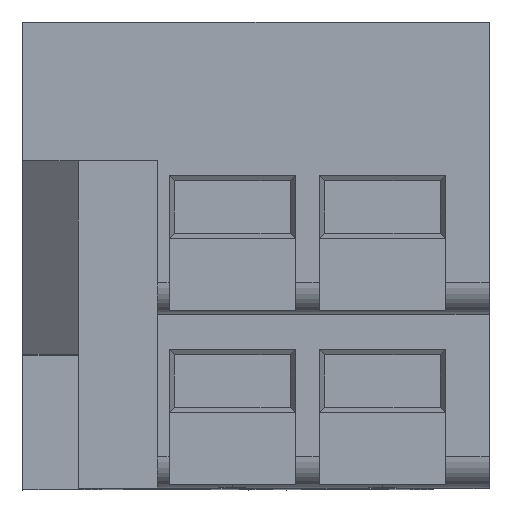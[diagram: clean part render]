
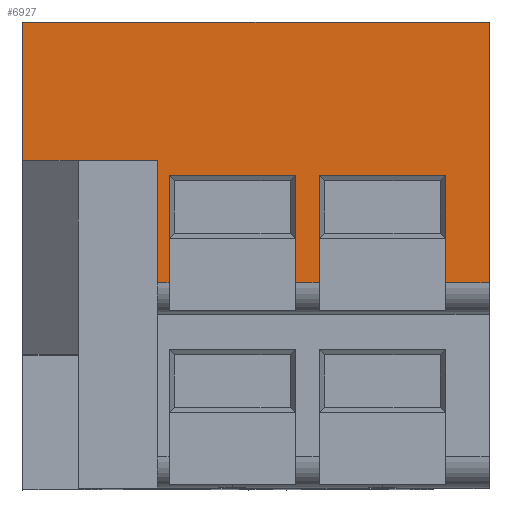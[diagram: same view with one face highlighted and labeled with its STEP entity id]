
A CAD part, top view. The second image highlights one B-rep face of the part: STEP entity #6927.
In plain terms, the highlighted planar face has unit normal (0, 0, 1).
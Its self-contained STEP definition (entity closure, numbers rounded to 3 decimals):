
#5999=CARTESIAN_POINT('POINT1157',(-14.986,-8.89,39.878))
   ;
#6000=VERTEX_POINT('VERTEX1157',#5999);
#6007=CARTESIAN_POINT('POINT1158',(-14.986,0.,
   39.878));
#6008=VERTEX_POINT('VERTEX1158',#6007);
#6009=CARTESIAN_POINT('POS2024',(-14.986,0.,
   39.878));
#6010=DIRECTION('DIR2672',(0.,-1.,0.));
#6011=VECTOR('VEC1376',#6010,25.4);
#6012=LINE('STRAIGHT1376',#6009,#6011);
#6013=EDGE_CURVE('EDGE1739',#6008,#6000,#6012,.T.);
#6049=CARTESIAN_POINT('POINT1163',(12.192,-9.855,39.878)
   );
#6050=VERTEX_POINT('VERTEX1163',#6049);
#6057=CARTESIAN_POINT('POINT1164',(4.064,-9.855,39.878))
   ;
#6058=VERTEX_POINT('VERTEX1164',#6057);
#6059=CARTESIAN_POINT('POS2029',(-3.429,-9.855,39.878));
#6060=DIRECTION('DIR2677',(1.,0.,
   0.));
#6061=VECTOR('VEC1381',#6060,25.4);
#6062=LINE('STRAIGHT1381',#6059,#6061);
#6063=EDGE_CURVE('EDGE1746',#6058,#6050,#6062,.T.);
#6080=CARTESIAN_POINT('POINT1165',(2.54,-9.855,39.878));
#6081=VERTEX_POINT('VERTEX1165',#6080);
#6088=CARTESIAN_POINT('POINT1166',(-5.588,-9.855,39.878)
   );
#6089=VERTEX_POINT('VERTEX1166',#6088);
#6090=CARTESIAN_POINT('POS2033',(-8.255,-9.855,39.878));
#6091=DIRECTION('DIR2682',(1.,0.,
   0.));
#6092=VECTOR('VEC1384',#6091,25.4);
#6093=LINE('STRAIGHT1384',#6090,#6092);
#6094=EDGE_CURVE('EDGE1749',#6089,#6081,#6093,.T.);
#6134=CARTESIAN_POINT('POINT1169',(2.54,-16.764,
   39.878));
#6135=VERTEX_POINT('VERTEX1169',#6134);
#6143=CARTESIAN_POINT('POS2039',(2.54,-15.545,39.878));
#6144=DIRECTION('DIR2691',(0.,-1.,
   0.));
#6145=VECTOR('VEC1387',#6144,25.4);
#6146=LINE('STRAIGHT1387',#6143,#6145);
#6147=EDGE_CURVE('EDGE1755',#6081,#6135,#6146,.T.);
#6162=CARTESIAN_POINT('POINT1171',(4.064,
   -16.764,39.878));
#6163=VERTEX_POINT('VERTEX1171',#6162);
#6175=CARTESIAN_POINT('POS2042',(4.064,-15.545,39.878));
#6176=DIRECTION('DIR2696',(0.,1.,
   0.));
#6177=VECTOR('VEC1388',#6176,25.4);
#6178=LINE('STRAIGHT1388',#6175,#6177);
#6179=EDGE_CURVE('EDGE1758',#6163,#6058,#6178,.T.);
#6209=CARTESIAN_POINT('POINT1173',(12.192,-16.764,
   39.878));
#6210=VERTEX_POINT('VERTEX1173',#6209);
#6218=CARTESIAN_POINT('POS2047',(12.192,-15.545,39.878))
   ;
#6219=DIRECTION('DIR2704',(0.,-1.,
   0.));
#6220=VECTOR('VEC1390',#6219,25.4);
#6221=LINE('STRAIGHT1390',#6218,#6220);
#6222=EDGE_CURVE('EDGE1762',#6050,#6210,#6221,.T.);
#6235=CARTESIAN_POINT('POINT1174',(-5.588,-16.764,
   39.878));
#6236=VERTEX_POINT('VERTEX1174',#6235);
#6247=CARTESIAN_POINT('POS2050',(-5.588,-15.545,39.878))
   ;
#6248=DIRECTION('DIR2709',(0.,1.,
   0.));
#6249=VECTOR('VEC1391',#6248,25.4);
#6250=LINE('STRAIGHT1391',#6247,#6249);
#6251=EDGE_CURVE('EDGE1764',#6236,#6089,#6250,.T.);
#6269=CARTESIAN_POINT('POINT1176',(14.986,0.,
   39.878));
#6270=VERTEX_POINT('VERTEX1176',#6269);
#6271=CARTESIAN_POINT('POS2052',(-14.986,0.,
   39.878));
#6272=DIRECTION('DIR2712',(1.,0.,
   0.));
#6273=VECTOR('VEC1392',#6272,25.4);
#6274=LINE('STRAIGHT1392',#6271,#6273);
#6275=EDGE_CURVE('EDGE1767',#6008,#6270,#6274,.T.);
#6852=CARTESIAN_POINT('POINT1198',(-6.35,-8.89,39.878));
#6853=VERTEX_POINT('VERTEX1198',#6852);
#6860=CARTESIAN_POINT('POS2107',(-12.827,-8.89,39.878));
#6861=DIRECTION('DIR2788',(1.,0.,
   0.));
#6862=VECTOR('VEC1426',#6861,25.4);
#6863=LINE('STRAIGHT1426',#6860,#6862);
#6864=EDGE_CURVE('EDGE1811',#6000,#6853,#6863,.T.);
#6877=ORIENTED_EDGE('COEDGE3585',*,*,#6251,.T.);
#6878=ORIENTED_EDGE('COEDGE3586',*,*,#6094,.T.);
#6879=ORIENTED_EDGE('COEDGE3587',*,*,#6147,.T.);
#6880=CARTESIAN_POINT('POS2109',(-14.986,-16.764,39.878))
   ;
#6881=DIRECTION('DIR2791',(1.,0.,
   0.));
#6882=VECTOR('VEC1427',#6881,25.4);
#6883=LINE('STRAIGHT1427',#6880,#6882);
#6884=EDGE_CURVE('EDGE1812',#6135,#6163,#6883,.T.);
#6885=ORIENTED_EDGE('COEDGE3588',*,*,#6884,.T.);
#6886=ORIENTED_EDGE('COEDGE3589',*,*,#6179,.T.);
#6887=ORIENTED_EDGE('COEDGE3590',*,*,#6063,.T.);
#6888=ORIENTED_EDGE('COEDGE3591',*,*,#6222,.T.);
#6889=CARTESIAN_POINT('POINT1199',(14.986,-16.764,39.878)
   );
#6890=VERTEX_POINT('VERTEX1199',#6889);
#6891=CARTESIAN_POINT('POS2110',(-14.986,-16.764,39.878))
   ;
#6892=DIRECTION('DIR2792',(1.,0.,
   0.));
#6893=VECTOR('VEC1428',#6892,25.4);
#6894=LINE('STRAIGHT1428',#6891,#6893);
#6895=EDGE_CURVE('EDGE1813',#6210,#6890,#6894,.T.);
#6896=ORIENTED_EDGE('COEDGE3592',*,*,#6895,.T.);
#6897=CARTESIAN_POINT('POS2111',(14.986,0.,
   39.878));
#6898=DIRECTION('DIR2793',(0.,1.,0.));
#6899=VECTOR('VEC1429',#6898,25.4);
#6900=LINE('STRAIGHT1429',#6897,#6899);
#6901=EDGE_CURVE('EDGE1814',#6890,#6270,#6900,.T.);
#6902=ORIENTED_EDGE('COEDGE3593',*,*,#6901,.T.);
#6903=ORIENTED_EDGE('COEDGE3594',*,*,#6275,.F.);
#6904=ORIENTED_EDGE('COEDGE3595',*,*,#6013,.T.);
#6905=ORIENTED_EDGE('COEDGE3596',*,*,#6864,.T.);
#6906=CARTESIAN_POINT('POINT1200',(-6.35,-16.764,
   39.878));
#6907=VERTEX_POINT('VERTEX1200',#6906);
#6908=CARTESIAN_POINT('POS2112',(-6.35,-18.098,39.878));
#6909=DIRECTION('DIR2794',(0.,-1.,
   0.));
#6910=VECTOR('VEC1430',#6909,25.4);
#6911=LINE('STRAIGHT1430',#6908,#6910);
#6912=EDGE_CURVE('EDGE1815',#6853,#6907,#6911,.T.);
#6913=ORIENTED_EDGE('COEDGE3597',*,*,#6912,.T.);
#6914=CARTESIAN_POINT('POS2113',(-14.986,-16.764,39.878))
   ;
#6915=DIRECTION('DIR2795',(1.,0.,
   0.));
#6916=VECTOR('VEC1431',#6915,25.4);
#6917=LINE('STRAIGHT1431',#6914,#6916);
#6918=EDGE_CURVE('EDGE1816',#6907,#6236,#6917,.T.);
#6919=ORIENTED_EDGE('COEDGE3598',*,*,#6918,.T.);
#6920=EDGE_LOOP('NONE',(#6877,#6878,#6879,#6885,#6886,#6887,#6888,#6896,
   #6902,#6903,#6904,#6905,#6913,#6919));
#6921=FACE_BOUND('LOOP1',#6920,.T.);
#6922=CARTESIAN_POINT('POS2114',(-14.986,-16.764,39.878))
   ;
#6923=DIRECTION('DIR2796',(0.,0.,
   1.));
#6924=DIRECTION('DIR2797',(1.,0.,
   0.));
#6925=AXIS2_PLACEMENT_3D('AXIS683',#6922,#6923,#6924);
#6926=PLANE('PLANE501',#6925);
#6927=ADVANCED_FACE('FACE668',(#6921),#6926,.T.);
